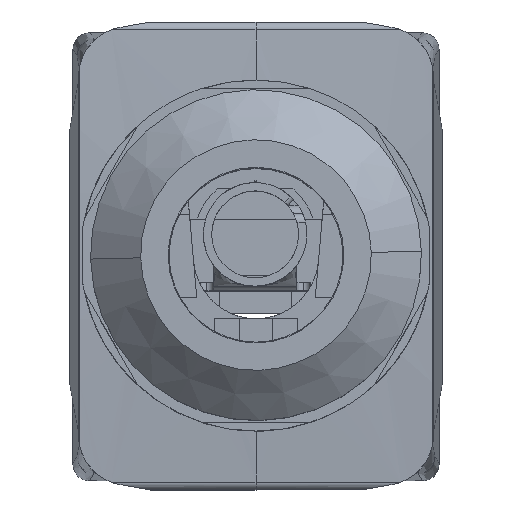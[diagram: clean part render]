
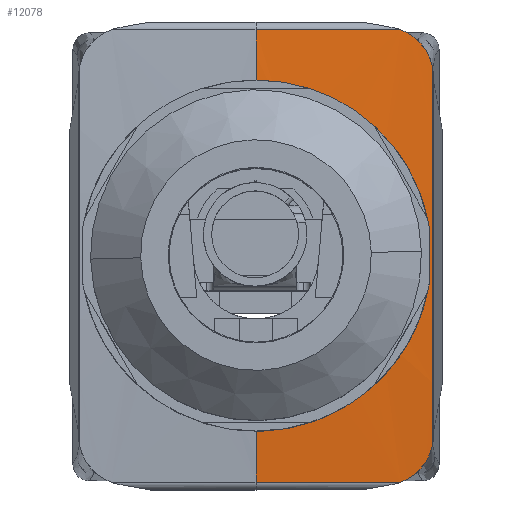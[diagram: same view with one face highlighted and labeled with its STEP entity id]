
A CAD part, top view. The second image highlights one B-rep face of the part: STEP entity #12078.
In plain terms, the highlighted cylindrical face has radius 200 mm (diameter 400 mm), a partial arc.
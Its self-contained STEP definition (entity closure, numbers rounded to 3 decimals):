
#11333=AXIS2_PLACEMENT_3D('Circle Axis2P3D',#11331,#11332,$) ;
#11609=AXIS2_PLACEMENT_3D('Circle Axis2P3D',#11607,#11608,$) ;
#12011=AXIS2_PLACEMENT_3D('Cylinder Axis2P3D',#12008,#12009,#12010) ;
#12015=AXIS2_PLACEMENT_3D('Circle Axis2P3D',#12013,#12014,$) ;
#12024=AXIS2_PLACEMENT_3D('Circle Axis2P3D',#12022,#12023,$) ;
#11328=CARTESIAN_POINT('Vertex',(11.15,22.95,55.779)) ;
#11331=CARTESIAN_POINT('Axis2P3D Location',(11.15,14.,-144.02)) ;
#11335=CARTESIAN_POINT('Vertex',(11.15,27.534,55.521)) ;
#11604=CARTESIAN_POINT('Vertex',(11.15,0.466,55.521)) ;
#11607=CARTESIAN_POINT('Axis2P3D Location',(11.15,14.,-144.02)) ;
#11611=CARTESIAN_POINT('Vertex',(11.15,5.05,55.779)) ;
#11962=CARTESIAN_POINT('Line Origine',(16.725,27.534,55.521)) ;
#11966=CARTESIAN_POINT('Vertex',(19.81,27.534,55.521)) ;
#12008=CARTESIAN_POINT('Axis2P3D Location',(16.725,14.,-144.02)) ;
#12013=CARTESIAN_POINT('Axis2P3D Location',(21.7,14.,-144.02)) ;
#12017=CARTESIAN_POINT('Vertex',(21.7,2.637,55.657)) ;
#12019=CARTESIAN_POINT('Vertex',(21.7,14.,55.98)) ;
#12022=CARTESIAN_POINT('Axis2P3D Location',(21.7,14.,-144.02)) ;
#12026=CARTESIAN_POINT('Vertex',(21.7,25.363,55.657)) ;
#12030=CARTESIAN_POINT('Control Point',(19.81,27.534,55.521)) ;
#12031=CARTESIAN_POINT('Control Point',(20.515,27.273,55.539)) ;
#12032=CARTESIAN_POINT('Control Point',(21.133,26.776,55.573)) ;
#12033=CARTESIAN_POINT('Control Point',(21.539,26.096,55.615)) ;
#12034=CARTESIAN_POINT('Control Point',(21.7,25.363,55.657)) ;
#12037=CARTESIAN_POINT('Control Point',(11.15,22.95,55.779)) ;
#12038=CARTESIAN_POINT('Control Point',(12.909,22.95,55.779)) ;
#12039=CARTESIAN_POINT('Control Point',(14.668,22.518,55.799)) ;
#12040=CARTESIAN_POINT('Control Point',(16.285,21.652,55.838)) ;
#12041=CARTESIAN_POINT('Control Point',(18.364,19.748,55.906)) ;
#12042=CARTESIAN_POINT('Control Point',(19.572,17.261,55.956)) ;
#12043=CARTESIAN_POINT('Control Point',(19.879,16.318,55.97)) ;
#12044=CARTESIAN_POINT('Control Point',(20.382,13.502,55.992)) ;
#12045=CARTESIAN_POINT('Control Point',(19.764,10.641,55.965)) ;
#12046=CARTESIAN_POINT('Control Point',(18.873,8.917,55.924)) ;
#12047=CARTESIAN_POINT('Control Point',(16.861,6.719,55.851)) ;
#12048=CARTESIAN_POINT('Control Point',(14.216,5.496,55.799)) ;
#12049=CARTESIAN_POINT('Control Point',(13.213,5.199,55.786)) ;
#12050=CARTESIAN_POINT('Control Point',(12.182,5.05,55.779)) ;
#12051=CARTESIAN_POINT('Control Point',(11.15,5.05,55.779)) ;
#12053=CARTESIAN_POINT('Line Origine',(16.725,0.466,55.521)) ;
#12057=CARTESIAN_POINT('Vertex',(19.81,0.466,55.521)) ;
#12061=CARTESIAN_POINT('Control Point',(19.81,0.466,55.521)) ;
#12062=CARTESIAN_POINT('Control Point',(20.515,0.727,55.539)) ;
#12063=CARTESIAN_POINT('Control Point',(21.133,1.224,55.573)) ;
#12064=CARTESIAN_POINT('Control Point',(21.539,1.904,55.615)) ;
#12065=CARTESIAN_POINT('Control Point',(21.7,2.637,55.657)) ;
#11332=DIRECTION('Axis2P3D Direction',(1.,0.,0.)) ;
#11608=DIRECTION('Axis2P3D Direction',(1.,0.,0.)) ;
#11963=DIRECTION('Vector Direction',(1.,0.,0.)) ;
#12009=DIRECTION('Axis2P3D Direction',(1.,0.,0.)) ;
#12010=DIRECTION('Axis2P3D XDirection',(0.,0.068,0.998)) ;
#12014=DIRECTION('Axis2P3D Direction',(1.,0.,0.)) ;
#12023=DIRECTION('Axis2P3D Direction',(1.,0.,0.)) ;
#12054=DIRECTION('Vector Direction',(1.,0.,0.)) ;
#11964=VECTOR('Line Direction',#11963,1.) ;
#12055=VECTOR('Line Direction',#12054,1.) ;
#12068=ORIENTED_EDGE('',*,*,#12021,.T.) ;
#12069=ORIENTED_EDGE('',*,*,#12028,.T.) ;
#12070=ORIENTED_EDGE('',*,*,#12035,.F.) ;
#12071=ORIENTED_EDGE('',*,*,#11968,.F.) ;
#12072=ORIENTED_EDGE('',*,*,#11337,.T.) ;
#12073=ORIENTED_EDGE('',*,*,#12052,.T.) ;
#12074=ORIENTED_EDGE('',*,*,#11613,.T.) ;
#12075=ORIENTED_EDGE('',*,*,#12059,.T.) ;
#12076=ORIENTED_EDGE('',*,*,#12066,.T.) ;
#12078=ADVANCED_FACE('Hauptk\X2\00F6\X0\rper',(#12077),#12012,.T.) ;
#12029=B_SPLINE_CURVE_WITH_KNOTS('',4,(#12030,#12031,#12032,#12033,#12034),.UNSPECIFIED.,.F.,.U.,(5,5),(0.,4.25),.UNSPECIFIED.) ;
#12036=B_SPLINE_CURVE_WITH_KNOTS('',5,(#12037,#12038,#12039,#12040,#12041,#12042,#12043,#12044,#12045,#12046,#12047,#12048,#12049,#12050,#12051),.UNSPECIFIED.,.F.,.U.,(6,3,3,3,6),(0.,12.439,19.368,32.474,39.768),.UNSPECIFIED.) ;
#12060=B_SPLINE_CURVE_WITH_KNOTS('',4,(#12061,#12062,#12063,#12064,#12065),.UNSPECIFIED.,.F.,.U.,(5,5),(0.,4.25),.UNSPECIFIED.) ;
#11334=CIRCLE('generated circle',#11333,200.) ;
#11610=CIRCLE('generated circle',#11609,200.) ;
#12016=CIRCLE('generated circle',#12015,200.) ;
#12025=CIRCLE('generated circle',#12024,200.) ;
#12012=CYLINDRICAL_SURFACE('generated cylinder',#12011,200.) ;
#11337=EDGE_CURVE('',#11336,#11329,#11334,.T.) ;
#11613=EDGE_CURVE('',#11612,#11605,#11610,.T.) ;
#11968=EDGE_CURVE('',#11336,#11967,#11965,.T.) ;
#12021=EDGE_CURVE('',#12018,#12020,#12016,.F.) ;
#12028=EDGE_CURVE('',#12020,#12027,#12025,.F.) ;
#12035=EDGE_CURVE('',#11967,#12027,#12029,.T.) ;
#12052=EDGE_CURVE('',#11329,#11612,#12036,.T.) ;
#12059=EDGE_CURVE('',#11605,#12058,#12056,.T.) ;
#12066=EDGE_CURVE('',#12058,#12018,#12060,.T.) ;
#12067=EDGE_LOOP('',(#12068,#12069,#12070,#12071,#12072,#12073,#12074,#12075,#12076)) ;
#12077=FACE_OUTER_BOUND('',#12067,.T.) ;
#11965=LINE('Line',#11962,#11964) ;
#12056=LINE('Line',#12053,#12055) ;
#11329=VERTEX_POINT('',#11328) ;
#11336=VERTEX_POINT('',#11335) ;
#11605=VERTEX_POINT('',#11604) ;
#11612=VERTEX_POINT('',#11611) ;
#11967=VERTEX_POINT('',#11966) ;
#12018=VERTEX_POINT('',#12017) ;
#12020=VERTEX_POINT('',#12019) ;
#12027=VERTEX_POINT('',#12026) ;
#12058=VERTEX_POINT('',#12057) ;
